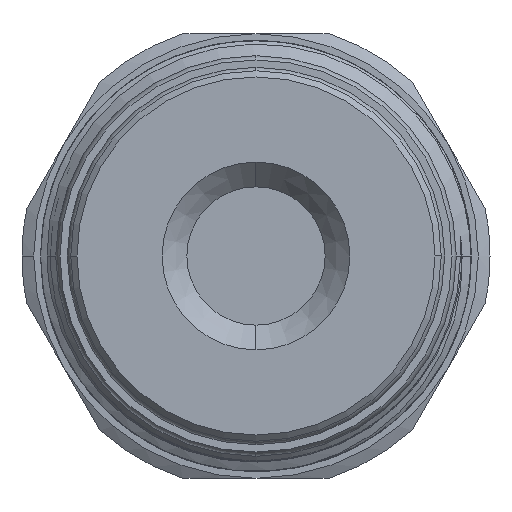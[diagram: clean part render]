
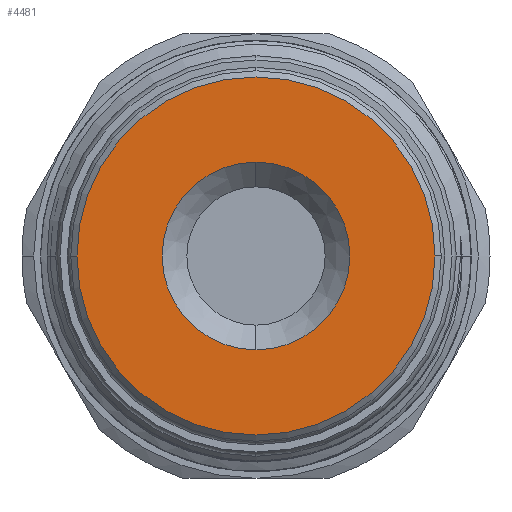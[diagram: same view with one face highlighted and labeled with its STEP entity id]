
A CAD part, left-side view. The second image highlights one B-rep face of the part: STEP entity #4481.
In plain terms, the highlighted planar face has unit normal (-1, 0, 0).
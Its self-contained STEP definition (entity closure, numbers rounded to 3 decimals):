
#144 = AXIS2_PLACEMENT_3D ( 'NONE', #3385, #11138, #4326 ) ;
#231 = CARTESIAN_POINT ( 'NONE',  ( 0., 14.5, 0. ) ) ;
#1084 = ORIENTED_EDGE ( 'NONE', *, *, #12307, .T. ) ;
#1099 = CARTESIAN_POINT ( 'NONE',  ( 0., 0., 0. ) ) ;
#1849 = CARTESIAN_POINT ( 'NONE',  ( 0., -14.5, 0. ) ) ;
#1854 = VERTEX_POINT ( 'NONE', #6299 ) ;
#2361 = VERTEX_POINT ( 'NONE', #231 ) ;
#2371 = VERTEX_POINT ( 'NONE', #1849 ) ;
#3233 = CARTESIAN_POINT ( 'NONE',  ( 0., 0., 0. ) ) ;
#3385 = CARTESIAN_POINT ( 'NONE',  ( 0., 0., 0. ) ) ;
#3584 = ORIENTED_EDGE ( 'NONE', *, *, #6822, .T. ) ;
#3985 = DIRECTION ( 'NONE',  ( 1., 0., 0. ) ) ;
#4046 = CIRCLE ( 'NONE', #11499, 14.5 ) ;
#4259 = FACE_BOUND ( 'NONE', #5969, .T. ) ;
#4326 = DIRECTION ( 'NONE',  ( 0., 1., 0. ) ) ;
#4481 = ADVANCED_FACE ( 'NONE', ( #9568, #4259 ), #7212, .F. ) ;
#5001 = AXIS2_PLACEMENT_3D ( 'NONE', #12337, #6578, #13526 ) ;
#5125 = DIRECTION ( 'NONE',  ( 0., 1., 0. ) ) ;
#5158 = AXIS2_PLACEMENT_3D ( 'NONE', #14164, #3985, #5125 ) ;
#5160 = CIRCLE ( 'NONE', #5001, 14.5 ) ;
#5420 = EDGE_CURVE ( 'NONE', #9281, #1854, #11643, .T. ) ;
#5607 = CIRCLE ( 'NONE', #144, 7.6 ) ;
#5969 = EDGE_LOOP ( 'NONE', ( #1084, #7506 ) ) ;
#6299 = CARTESIAN_POINT ( 'NONE',  ( 0., 0., 7.6 ) ) ;
#6578 = DIRECTION ( 'NONE',  ( -1., 0., 0. ) ) ;
#6822 = EDGE_CURVE ( 'NONE', #2371, #2361, #5160, .T. ) ;
#7212 = PLANE ( 'NONE',  #5158 ) ;
#7506 = ORIENTED_EDGE ( 'NONE', *, *, #5420, .T. ) ;
#9023 = EDGE_CURVE ( 'NONE', #2361, #2371, #4046, .T. ) ;
#9034 = DIRECTION ( 'NONE',  ( 0., 1., 0. ) ) ;
#9281 = VERTEX_POINT ( 'NONE', #10304 ) ;
#9568 = FACE_OUTER_BOUND ( 'NONE', #10635, .T. ) ;
#9902 = AXIS2_PLACEMENT_3D ( 'NONE', #3233, #14443, #14486 ) ;
#9933 = ORIENTED_EDGE ( 'NONE', *, *, #9023, .T. ) ;
#10304 = CARTESIAN_POINT ( 'NONE',  ( 0., 0., -7.6 ) ) ;
#10635 = EDGE_LOOP ( 'NONE', ( #9933, #3584 ) ) ;
#11138 = DIRECTION ( 'NONE',  ( 1., 0., 0. ) ) ;
#11499 = AXIS2_PLACEMENT_3D ( 'NONE', #1099, #12280, #9034 ) ;
#11643 = CIRCLE ( 'NONE', #9902, 7.6 ) ;
#12280 = DIRECTION ( 'NONE',  ( -1., 0., 0. ) ) ;
#12307 = EDGE_CURVE ( 'NONE', #1854, #9281, #5607, .T. ) ;
#12337 = CARTESIAN_POINT ( 'NONE',  ( 0., 0., 0. ) ) ;
#13526 = DIRECTION ( 'NONE',  ( 0., 1., 0. ) ) ;
#14164 = CARTESIAN_POINT ( 'NONE',  ( 0., 0., 0. ) ) ;
#14443 = DIRECTION ( 'NONE',  ( 1., 0., 0. ) ) ;
#14486 = DIRECTION ( 'NONE',  ( 0., 1., 0. ) ) ;
